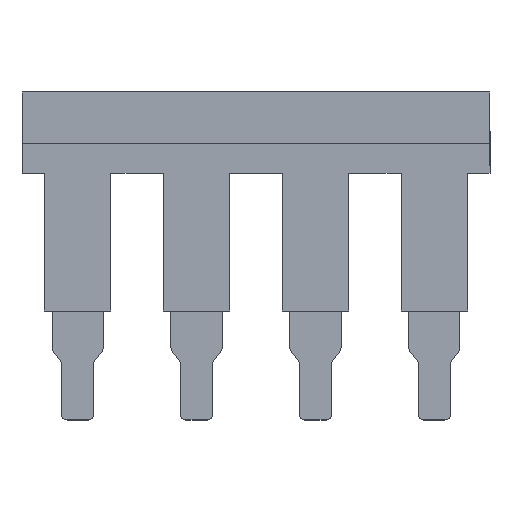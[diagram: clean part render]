
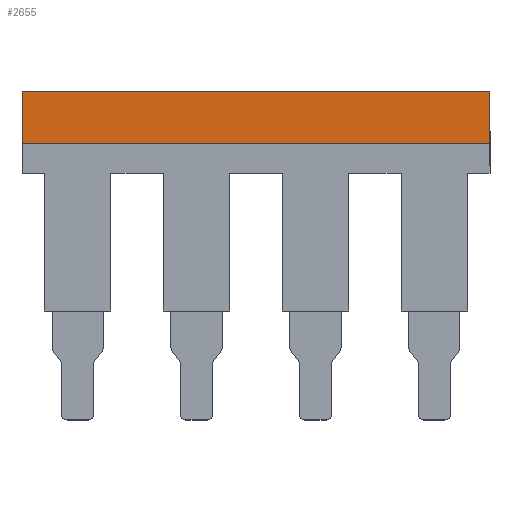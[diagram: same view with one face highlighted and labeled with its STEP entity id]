
A CAD part, top view. The second image highlights one B-rep face of the part: STEP entity #2655.
In plain terms, the highlighted planar face has unit normal (0, 0, 1).
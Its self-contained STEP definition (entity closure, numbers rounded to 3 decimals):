
#429 = DIRECTION ( 'NONE',  ( 1., 0., 0. ) ) ;
#446 = CARTESIAN_POINT ( 'NONE',  ( -10.7, 7.3, 4.8 ) ) ;
#449 = FACE_OUTER_BOUND ( 'NONE', #1495, .T. ) ;
#450 = DIRECTION ( 'NONE',  ( 0., 0., 1. ) ) ;
#455 = PLANE ( 'NONE',  #2308 ) ;
#610 = DIRECTION ( 'NONE',  ( 0., -1., 0. ) ) ;
#619 = LINE ( 'NONE', #622, #1985 ) ;
#620 = LINE ( 'NONE', #648, #2047 ) ;
#622 = CARTESIAN_POINT ( 'NONE',  ( 0., 7.3, 4.8 ) ) ;
#648 = CARTESIAN_POINT ( 'NONE',  ( 31.4, 2.7, 4.8 ) ) ;
#650 = DIRECTION ( 'NONE',  ( 1., 0., 0. ) ) ;
#962 = CARTESIAN_POINT ( 'NONE',  ( 0., 2.7, 4.8 ) ) ;
#1020 = CARTESIAN_POINT ( 'NONE',  ( 42.1, 2.7, 4.8 ) ) ;
#1140 = LINE ( 'NONE', #1162, #1992 ) ;
#1158 = DIRECTION ( 'NONE',  ( 0., 1., 0. ) ) ;
#1162 = CARTESIAN_POINT ( 'NONE',  ( 42.1, 7.3, 4.8 ) ) ;
#1188 = LINE ( 'NONE', #1234, #2015 ) ;
#1234 = CARTESIAN_POINT ( 'NONE',  ( -10.7, 7.3, 4.8 ) ) ;
#1240 = DIRECTION ( 'NONE',  ( -1., 0., 0. ) ) ;
#1290 = VERTEX_POINT ( 'NONE', #962 ) ;
#1295 = VERTEX_POINT ( 'NONE', #1472 ) ;
#1296 = VERTEX_POINT ( 'NONE', #1465 ) ;
#1324 = VERTEX_POINT ( 'NONE', #1020 ) ;
#1465 = CARTESIAN_POINT ( 'NONE',  ( 42.1, 7.3, 4.8 ) ) ;
#1472 = CARTESIAN_POINT ( 'NONE',  ( 0., 7.3, 4.8 ) ) ;
#1495 = EDGE_LOOP ( 'NONE', ( #1963, #1872, #1903, #1866 ) ) ;
#1866 = ORIENTED_EDGE ( 'NONE', *, *, #2418, .T. ) ;
#1872 = ORIENTED_EDGE ( 'NONE', *, *, #2374, .T. ) ;
#1903 = ORIENTED_EDGE ( 'NONE', *, *, #2392, .T. ) ;
#1963 = ORIENTED_EDGE ( 'NONE', *, *, #2431, .T. ) ;
#1985 = VECTOR ( 'NONE', #610, 1000. ) ;
#1992 = VECTOR ( 'NONE', #1158, 1000. ) ;
#2015 = VECTOR ( 'NONE', #1240, 1000. ) ;
#2047 = VECTOR ( 'NONE', #650, 1000. ) ;
#2308 = AXIS2_PLACEMENT_3D ( 'NONE', #446, #450, #429 ) ;
#2374 = EDGE_CURVE ( 'NONE', #1324, #1296, #1140, .T. ) ;
#2392 = EDGE_CURVE ( 'NONE', #1296, #1295, #1188, .T. ) ;
#2418 = EDGE_CURVE ( 'NONE', #1295, #1290, #619, .T. ) ;
#2431 = EDGE_CURVE ( 'NONE', #1290, #1324, #620, .T. ) ;
#2655 = ADVANCED_FACE ( 'NONE', ( #449 ), #455, .T. ) ;
